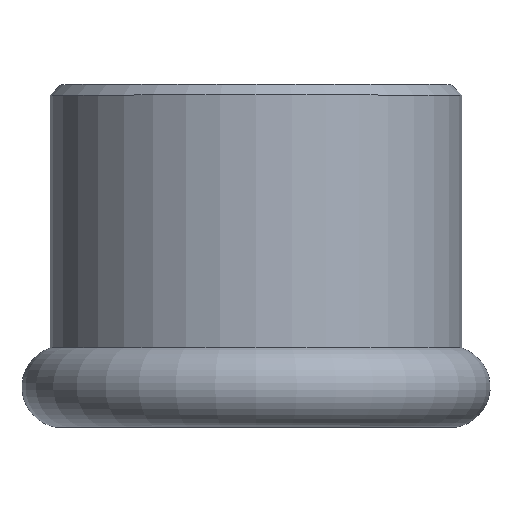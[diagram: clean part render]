
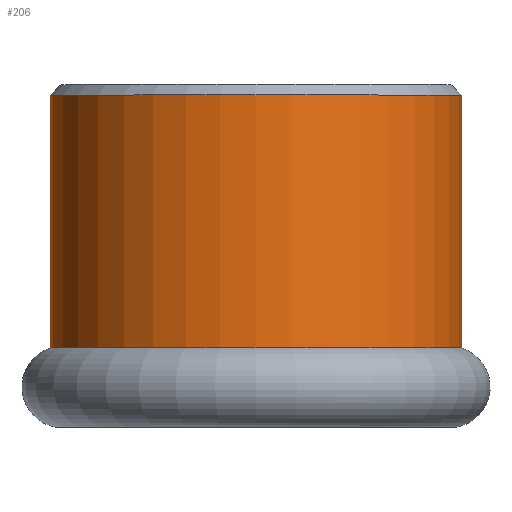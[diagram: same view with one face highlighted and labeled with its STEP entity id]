
A CAD part, top view. The second image highlights one B-rep face of the part: STEP entity #206.
In plain terms, the highlighted cylindrical face has radius 19.2 mm (diameter 38.4 mm), a full revolution.
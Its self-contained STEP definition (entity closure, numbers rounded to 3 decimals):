
#20=LINE('',#391,#25);
#25=VECTOR('',#317,19.2);
#29=CYLINDRICAL_SURFACE('',#253,19.2);
#37=FACE_OUTER_BOUND('',#49,.T.);
#49=EDGE_LOOP('',(#158,#159,#160,#161,#162,#163));
#56=CIRCLE('',#234,19.2);
#57=CIRCLE('',#235,19.2);
#69=CIRCLE('',#250,19.2);
#70=CIRCLE('',#251,19.2);
#82=VERTEX_POINT('',#356);
#83=VERTEX_POINT('',#357);
#93=VERTEX_POINT('',#384);
#94=VERTEX_POINT('',#386);
#103=EDGE_CURVE('',#82,#83,#56,.T.);
#104=EDGE_CURVE('',#83,#82,#57,.T.);
#118=EDGE_CURVE('',#93,#94,#69,.T.);
#119=EDGE_CURVE('',#94,#93,#70,.T.);
#120=EDGE_CURVE('',#94,#83,#20,.T.);
#158=ORIENTED_EDGE('',*,*,#118,.F.);
#159=ORIENTED_EDGE('',*,*,#119,.F.);
#160=ORIENTED_EDGE('',*,*,#120,.T.);
#161=ORIENTED_EDGE('',*,*,#104,.T.);
#162=ORIENTED_EDGE('',*,*,#103,.T.);
#163=ORIENTED_EDGE('',*,*,#120,.F.);
#206=ADVANCED_FACE('',(#37),#29,.T.);
#234=AXIS2_PLACEMENT_3D('',#358,#275,#276);
#235=AXIS2_PLACEMENT_3D('',#359,#277,#278);
#250=AXIS2_PLACEMENT_3D('',#387,#309,#310);
#251=AXIS2_PLACEMENT_3D('',#388,#311,#312);
#253=AXIS2_PLACEMENT_3D('',#390,#315,#316);
#275=DIRECTION('center_axis',(0.,1.,0.));
#276=DIRECTION('ref_axis',(0.,0.,1.));
#277=DIRECTION('center_axis',(0.,1.,0.));
#278=DIRECTION('ref_axis',(0.,0.,1.));
#309=DIRECTION('center_axis',(0.,1.,0.));
#310=DIRECTION('ref_axis',(0.,0.,-1.));
#311=DIRECTION('center_axis',(0.,1.,0.));
#312=DIRECTION('ref_axis',(0.,0.,-1.));
#315=DIRECTION('center_axis',(0.,1.,0.));
#316=DIRECTION('ref_axis',(0.,0.,1.));
#317=DIRECTION('',(0.,-1.,0.));
#356=CARTESIAN_POINT('',(0.,7.413,19.2));
#357=CARTESIAN_POINT('',(0.,7.413,-19.2));
#358=CARTESIAN_POINT('Origin',(0.,7.413,0.));
#359=CARTESIAN_POINT('Origin',(0.,7.413,0.));
#384=CARTESIAN_POINT('',(0.,31.,19.2));
#386=CARTESIAN_POINT('',(0.,31.,-19.2));
#387=CARTESIAN_POINT('Origin',(0.,31.,0.));
#388=CARTESIAN_POINT('Origin',(0.,31.,0.));
#390=CARTESIAN_POINT('Origin',(0.,17.206,0.));
#391=CARTESIAN_POINT('',(0.,17.206,-19.2));
